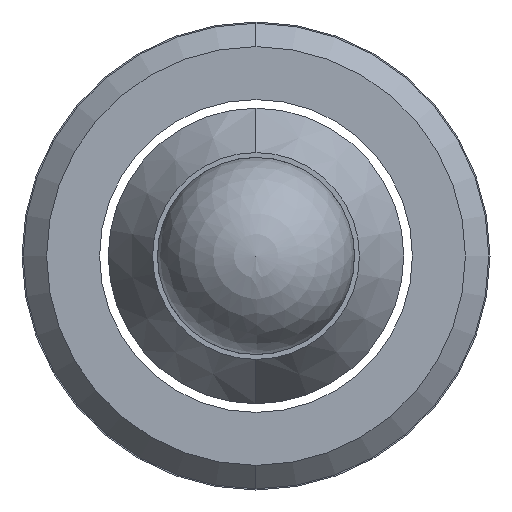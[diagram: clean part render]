
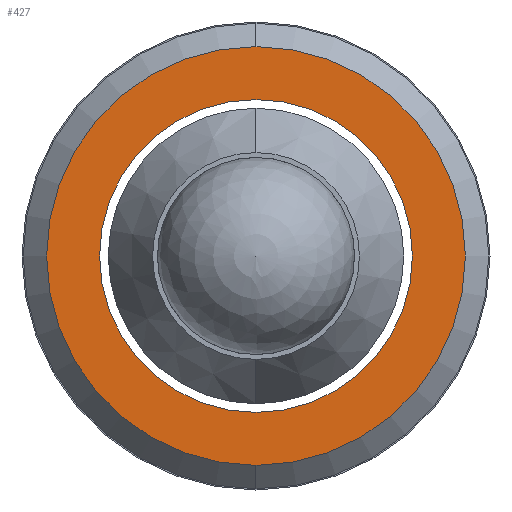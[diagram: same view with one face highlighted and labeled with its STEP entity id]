
A CAD part, left-side view. The second image highlights one B-rep face of the part: STEP entity #427.
In plain terms, the highlighted planar face has unit normal (-1, 0, 0).
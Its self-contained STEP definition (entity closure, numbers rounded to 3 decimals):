
#1 = AXIS2_PLACEMENT_3D ( 'NONE', #259, #803, #175 ) ;
#27 = CARTESIAN_POINT ( 'NONE',  ( -7.259, 1.26, 0. ) ) ;
#55 = CIRCLE ( 'NONE', #117, 3.175 ) ;
#117 = AXIS2_PLACEMENT_3D ( 'NONE', #1061, #526, #875 ) ;
#118 = ORIENTED_EDGE ( 'NONE', *, *, #1102, .F. ) ;
#175 = DIRECTION ( 'NONE',  ( 0., 0., 1. ) ) ;
#219 = EDGE_LOOP ( 'NONE', ( #424, #330 ) ) ;
#243 = DIRECTION ( 'NONE',  ( 0., 0., 1. ) ) ;
#259 = CARTESIAN_POINT ( 'NONE',  ( -7.259, 1.26, 0. ) ) ;
#295 = PLANE ( 'NONE',  #318 ) ;
#316 = FACE_OUTER_BOUND ( 'NONE', #219, .T. ) ;
#318 = AXIS2_PLACEMENT_3D ( 'NONE', #342, #885, #716 ) ;
#326 = EDGE_CURVE ( 'NONE', #420, #581, #55, .T. ) ;
#330 = ORIENTED_EDGE ( 'NONE', *, *, #414, .T. ) ;
#340 = CARTESIAN_POINT ( 'NONE',  ( -7.259, 1.26, 0. ) ) ;
#342 = CARTESIAN_POINT ( 'NONE',  ( -7.259, 1.26, 0. ) ) ;
#347 = CIRCLE ( 'NONE', #957, 4.25 ) ;
#411 = AXIS2_PLACEMENT_3D ( 'NONE', #340, #874, #243 ) ;
#414 = EDGE_CURVE ( 'NONE', #1053, #615, #347, .T. ) ;
#420 = VERTEX_POINT ( 'NONE', #988 ) ;
#424 = ORIENTED_EDGE ( 'NONE', *, *, #891, .T. ) ;
#427 = ADVANCED_FACE ( 'NONE', ( #316, #1164 ), #295, .T. ) ;
#486 = DIRECTION ( 'NONE',  ( 0., 0., 1. ) ) ;
#497 = CIRCLE ( 'NONE', #1, 3.175 ) ;
#526 = DIRECTION ( 'NONE',  ( -1., 0., 0. ) ) ;
#581 = VERTEX_POINT ( 'NONE', #900 ) ;
#615 = VERTEX_POINT ( 'NONE', #1172 ) ;
#644 = CIRCLE ( 'NONE', #411, 4.25 ) ;
#716 = DIRECTION ( 'NONE',  ( 0., 0., 1. ) ) ;
#769 = CARTESIAN_POINT ( 'NONE',  ( -7.259, 1.26, 4.25 ) ) ;
#803 = DIRECTION ( 'NONE',  ( -1., 0., 0. ) ) ;
#874 = DIRECTION ( 'NONE',  ( -1., 0., 0. ) ) ;
#875 = DIRECTION ( 'NONE',  ( 0., 0., 1. ) ) ;
#885 = DIRECTION ( 'NONE',  ( -1., 0., 0. ) ) ;
#891 = EDGE_CURVE ( 'NONE', #615, #1053, #644, .T. ) ;
#900 = CARTESIAN_POINT ( 'NONE',  ( -7.259, 1.26, 3.175 ) ) ;
#957 = AXIS2_PLACEMENT_3D ( 'NONE', #27, #1111, #486 ) ;
#988 = CARTESIAN_POINT ( 'NONE',  ( -7.259, 1.26, -3.175 ) ) ;
#1026 = EDGE_LOOP ( 'NONE', ( #1135, #118 ) ) ;
#1053 = VERTEX_POINT ( 'NONE', #769 ) ;
#1061 = CARTESIAN_POINT ( 'NONE',  ( -7.259, 1.26, 0. ) ) ;
#1102 = EDGE_CURVE ( 'NONE', #581, #420, #497, .T. ) ;
#1111 = DIRECTION ( 'NONE',  ( -1., 0., 0. ) ) ;
#1135 = ORIENTED_EDGE ( 'NONE', *, *, #326, .F. ) ;
#1164 = FACE_BOUND ( 'NONE', #1026, .T. ) ;
#1172 = CARTESIAN_POINT ( 'NONE',  ( -7.259, 1.26, -4.25 ) ) ;
